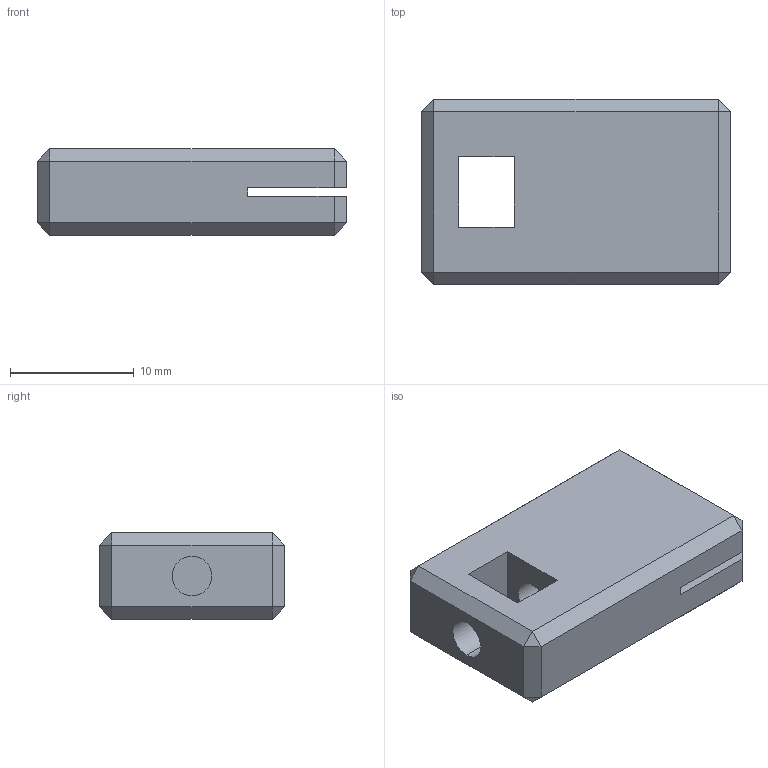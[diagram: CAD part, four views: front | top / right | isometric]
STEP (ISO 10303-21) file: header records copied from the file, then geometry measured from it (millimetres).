
FILE_DESCRIPTION (( 'STEP AP214' ), '1' );
FILE_NAME ('OA-Y20-P05-00.STEP', '2018-10-10T05:46:49', ( '' ), ( '' ), 'SwSTEP 2.0', 'SolidWorks 2014', '' );
FILE_SCHEMA (( 'AUTOMOTIVE_DESIGN' ));
Length unit declared in the file: millimetre
Products named in the file (1): OA-Y20-P05-00
Bounding box: 25 x 15 x 7 mm (x, y, z)
Volume: 2181 mm3; surface area: 1615.5 mm2
Topology: 1 solids, 1 shells, 41 faces, 90 edges, 52 vertices
Faces by surface type: plane 37, cylinder 4
Entity records: 1122 total; most frequent: CARTESIAN_POINT 184, DIRECTION 182, ORIENTED_EDGE 180, EDGE_CURVE 90, VECTOR 82, LINE 82, VERTEX_POINT 52, AXIS2_PLACEMENT_3D 50
